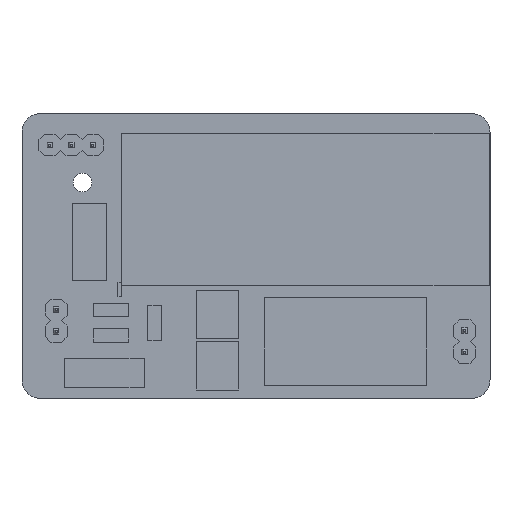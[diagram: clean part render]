
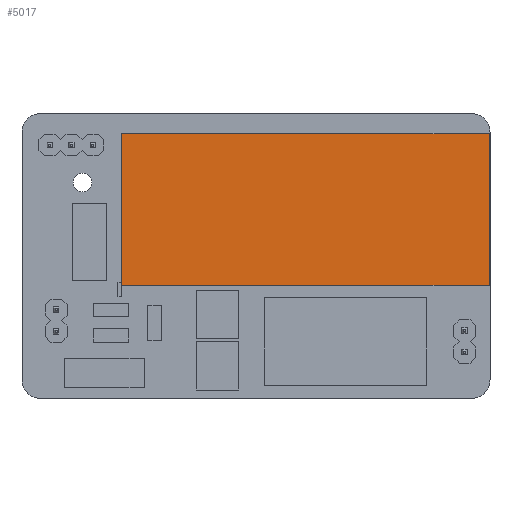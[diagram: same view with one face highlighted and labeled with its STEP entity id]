
A CAD part, top view. The second image highlights one B-rep face of the part: STEP entity #5017.
In plain terms, the highlighted planar face has unit normal (0, 0, 1).
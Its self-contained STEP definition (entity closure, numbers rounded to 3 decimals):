
#345=PLANE('',#5565);
#602=FACE_OUTER_BOUND('',#1017,.T.);
#1017=EDGE_LOOP('',(#4136,#4137,#4138,#4139));
#1372=LINE('',#7906,#1851);
#1375=LINE('',#7912,#1854);
#1378=LINE('',#7918,#1857);
#1381=LINE('',#7922,#1860);
#1851=VECTOR('',#6589,10.);
#1854=VECTOR('',#6594,10.);
#1857=VECTOR('',#6599,10.);
#1860=VECTOR('',#6604,10.);
#2511=VERTEX_POINT('',#7903);
#2512=VERTEX_POINT('',#7905);
#2514=VERTEX_POINT('',#7911);
#2516=VERTEX_POINT('',#7917);
#3068=EDGE_CURVE('',#2512,#2511,#1372,.T.);
#3071=EDGE_CURVE('',#2514,#2512,#1375,.T.);
#3074=EDGE_CURVE('',#2516,#2514,#1378,.T.);
#3077=EDGE_CURVE('',#2511,#2516,#1381,.T.);
#4136=ORIENTED_EDGE('',*,*,#3077,.T.);
#4137=ORIENTED_EDGE('',*,*,#3074,.T.);
#4138=ORIENTED_EDGE('',*,*,#3071,.T.);
#4139=ORIENTED_EDGE('',*,*,#3068,.T.);
#5017=ADVANCED_FACE('',(#602),#345,.T.);
#5565=AXIS2_PLACEMENT_3D('',#7923,#6605,#6606);
#6589=DIRECTION('',(-1.,0.,0.));
#6594=DIRECTION('',(0.,1.,0.));
#6599=DIRECTION('',(1.,0.,0.));
#6604=DIRECTION('',(0.,-1.,0.));
#6605=DIRECTION('center_axis',(0.,0.,1.));
#6606=DIRECTION('ref_axis',(1.,0.,0.));
#7903=CARTESIAN_POINT('',(-8.89,21.59,0.1));
#7905=CARTESIAN_POINT('',(8.89,21.59,0.1));
#7906=CARTESIAN_POINT('',(8.89,21.59,0.1));
#7911=CARTESIAN_POINT('',(8.89,-21.59,0.1));
#7912=CARTESIAN_POINT('',(8.89,-21.59,0.1));
#7917=CARTESIAN_POINT('',(-8.89,-21.59,0.1));
#7918=CARTESIAN_POINT('',(-8.89,-21.59,0.1));
#7922=CARTESIAN_POINT('',(-8.89,21.59,0.1));
#7923=CARTESIAN_POINT('Origin',(0.,0.,0.1));
